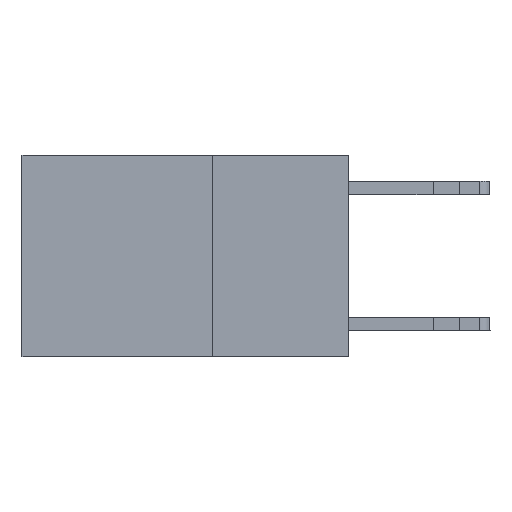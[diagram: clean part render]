
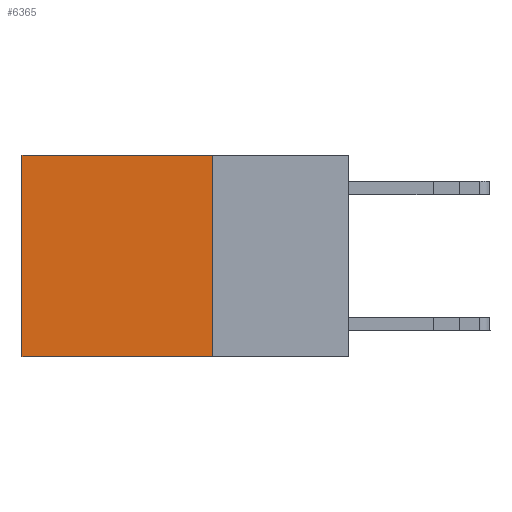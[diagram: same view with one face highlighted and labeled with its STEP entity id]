
A CAD part, left-side view. The second image highlights one B-rep face of the part: STEP entity #6365.
In plain terms, the highlighted planar face has unit normal (-1, 0, 0).
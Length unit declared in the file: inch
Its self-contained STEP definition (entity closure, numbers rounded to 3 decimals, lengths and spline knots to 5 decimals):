
#595 = LINE ( 'NONE', #3497, #5459 ) ;
#1722 = CARTESIAN_POINT ( 'NONE',  ( 0.2625, 0.25, 0. ) ) ;
#1992 = LINE ( 'NONE', #2766, #6414 ) ;
#2357 = EDGE_CURVE ( 'NONE', #2371, #3152, #3508, .T. ) ;
#2371 = VERTEX_POINT ( 'NONE', #4451 ) ;
#2766 = CARTESIAN_POINT ( 'NONE',  ( 0.2625, 0.25, 0. ) ) ;
#2784 = EDGE_LOOP ( 'NONE', ( #3959, #8790, #7592, #10316 ) ) ;
#3010 = EDGE_CURVE ( 'NONE', #2371, #5613, #1992, .T. ) ;
#3152 = VERTEX_POINT ( 'NONE', #9065 ) ;
#3497 = CARTESIAN_POINT ( 'NONE',  ( 0.2625, 0.25, -0.37 ) ) ;
#3508 = LINE ( 'NONE', #1722, #12221 ) ;
#3741 = PLANE ( 'NONE',  #6537 ) ;
#3959 = ORIENTED_EDGE ( 'NONE', *, *, #7009, .T. ) ;
#4166 = EDGE_CURVE ( 'NONE', #5613, #4769, #595, .T. ) ;
#4451 = CARTESIAN_POINT ( 'NONE',  ( 0.2625, 0.25, 0. ) ) ;
#4680 = FACE_OUTER_BOUND ( 'NONE', #2784, .T. ) ;
#4769 = VERTEX_POINT ( 'NONE', #10309 ) ;
#4996 = DIRECTION ( 'NONE',  ( 0., 0., -1. ) ) ;
#5404 = CARTESIAN_POINT ( 'NONE',  ( 0.2625, 0.25, 0. ) ) ;
#5459 = VECTOR ( 'NONE', #9130, 39.37008 ) ;
#5613 = VERTEX_POINT ( 'NONE', #7215 ) ;
#5929 = LINE ( 'NONE', #7020, #10430 ) ;
#6365 = ADVANCED_FACE ( 'NONE', ( #4680 ), #3741, .F. ) ;
#6414 = VECTOR ( 'NONE', #7509, 39.37008 ) ;
#6537 = AXIS2_PLACEMENT_3D ( 'NONE', #5404, #11052, #7443 ) ;
#7009 = EDGE_CURVE ( 'NONE', #3152, #4769, #5929, .T. ) ;
#7020 = CARTESIAN_POINT ( 'NONE',  ( 0.2625, 0.6, 0. ) ) ;
#7215 = CARTESIAN_POINT ( 'NONE',  ( 0.2625, 0.25, -0.37 ) ) ;
#7443 = DIRECTION ( 'NONE',  ( 0., 0., -1. ) ) ;
#7509 = DIRECTION ( 'NONE',  ( 0., 0., -1. ) ) ;
#7592 = ORIENTED_EDGE ( 'NONE', *, *, #3010, .F. ) ;
#8790 = ORIENTED_EDGE ( 'NONE', *, *, #4166, .F. ) ;
#9065 = CARTESIAN_POINT ( 'NONE',  ( 0.2625, 0.6, 0. ) ) ;
#9130 = DIRECTION ( 'NONE',  ( 0., 1., 0. ) ) ;
#10309 = CARTESIAN_POINT ( 'NONE',  ( 0.2625, 0.6, -0.37 ) ) ;
#10316 = ORIENTED_EDGE ( 'NONE', *, *, #2357, .T. ) ;
#10430 = VECTOR ( 'NONE', #4996, 39.37008 ) ;
#11052 = DIRECTION ( 'NONE',  ( 1., 0., 0. ) ) ;
#11181 = DIRECTION ( 'NONE',  ( 0., 1., 0. ) ) ;
#12221 = VECTOR ( 'NONE', #11181, 39.37008 ) ;
